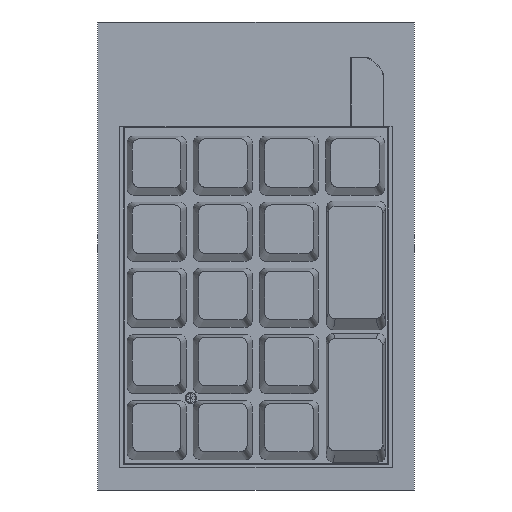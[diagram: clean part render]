
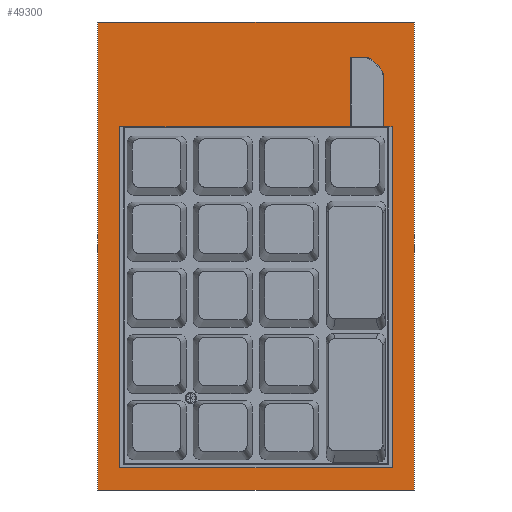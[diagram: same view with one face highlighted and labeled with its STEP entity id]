
A CAD part, top view. The second image highlights one B-rep face of the part: STEP entity #49300.
In plain terms, the highlighted planar face has unit normal (0, 0, 1).
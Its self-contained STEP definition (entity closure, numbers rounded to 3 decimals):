
#1212=FACE_BOUND('',#6906,.T.);
#4025=FACE_OUTER_BOUND('',#6905,.T.);
#6905=EDGE_LOOP('',(#41491,#41492,#41493,#41494));
#6906=EDGE_LOOP('',(#41495,#41496,#41497,#41498,#41499,#41500,#41501,#41502,
#41503,#41504,#41505));
#8765=CIRCLE('',#53478,4.);
#8766=CIRCLE('',#53481,4.);
#12984=LINE('',#80672,#18228);
#12987=LINE('',#80684,#18231);
#12990=LINE('',#80689,#18234);
#12993=LINE('',#80695,#18237);
#12999=LINE('',#80706,#18243);
#13005=LINE('',#80717,#18249);
#13011=LINE('',#80731,#18255);
#13012=LINE('',#80733,#18256);
#13013=LINE('',#80735,#18257);
#13014=LINE('',#80736,#18258);
#13015=LINE('',#80738,#18259);
#13016=LINE('',#80740,#18260);
#13017=LINE('',#80741,#18261);
#18228=VECTOR('',#65189,10.);
#18231=VECTOR('',#65200,10.);
#18234=VECTOR('',#65205,10.);
#18237=VECTOR('',#65210,10.);
#18243=VECTOR('',#65220,10.);
#18249=VECTOR('',#65226,10.);
#18255=VECTOR('',#65236,10.);
#18256=VECTOR('',#65237,10.);
#18257=VECTOR('',#65238,10.);
#18258=VECTOR('',#65239,10.);
#18259=VECTOR('',#65240,10.);
#18260=VECTOR('',#65241,10.);
#18261=VECTOR('',#65242,10.);
#22829=VERTEX_POINT('',#80658);
#22830=VERTEX_POINT('',#80660);
#22834=VERTEX_POINT('',#80670);
#22835=VERTEX_POINT('',#80674);
#22836=VERTEX_POINT('',#80675);
#22839=VERTEX_POINT('',#80683);
#22842=VERTEX_POINT('',#80694);
#22845=VERTEX_POINT('',#80705);
#22850=VERTEX_POINT('',#80715);
#22855=VERTEX_POINT('',#80729);
#22856=VERTEX_POINT('',#80730);
#22857=VERTEX_POINT('',#80732);
#22858=VERTEX_POINT('',#80734);
#22859=VERTEX_POINT('',#80737);
#22860=VERTEX_POINT('',#80739);
#29197=EDGE_CURVE('',#22829,#22830,#8765,.T.);
#29203=EDGE_CURVE('',#22829,#22834,#12984,.T.);
#29204=EDGE_CURVE('',#22835,#22836,#8766,.T.);
#29208=EDGE_CURVE('',#22839,#22836,#12987,.T.);
#29211=EDGE_CURVE('',#22830,#22835,#12990,.T.);
#29214=EDGE_CURVE('',#22842,#22839,#12993,.T.);
#29220=EDGE_CURVE('',#22842,#22845,#12999,.T.);
#29226=EDGE_CURVE('',#22850,#22834,#13005,.T.);
#29232=EDGE_CURVE('',#22855,#22856,#13011,.F.);
#29233=EDGE_CURVE('',#22856,#22857,#13012,.F.);
#29234=EDGE_CURVE('',#22857,#22858,#13013,.F.);
#29235=EDGE_CURVE('',#22858,#22855,#13014,.F.);
#29236=EDGE_CURVE('',#22850,#22859,#13015,.T.);
#29237=EDGE_CURVE('',#22859,#22860,#13016,.T.);
#29238=EDGE_CURVE('',#22860,#22845,#13017,.T.);
#41491=ORIENTED_EDGE('',*,*,#29232,.T.);
#41492=ORIENTED_EDGE('',*,*,#29233,.T.);
#41493=ORIENTED_EDGE('',*,*,#29234,.T.);
#41494=ORIENTED_EDGE('',*,*,#29235,.T.);
#41495=ORIENTED_EDGE('',*,*,#29203,.T.);
#41496=ORIENTED_EDGE('',*,*,#29226,.F.);
#41497=ORIENTED_EDGE('',*,*,#29236,.T.);
#41498=ORIENTED_EDGE('',*,*,#29237,.T.);
#41499=ORIENTED_EDGE('',*,*,#29238,.T.);
#41500=ORIENTED_EDGE('',*,*,#29220,.F.);
#41501=ORIENTED_EDGE('',*,*,#29214,.T.);
#41502=ORIENTED_EDGE('',*,*,#29208,.T.);
#41503=ORIENTED_EDGE('',*,*,#29204,.F.);
#41504=ORIENTED_EDGE('',*,*,#29211,.F.);
#41505=ORIENTED_EDGE('',*,*,#29197,.F.);
#45695=PLANE('',#53489);
#49300=ADVANCED_FACE('',(#4025,#1212),#45695,.T.);
#53478=AXIS2_PLACEMENT_3D('',#80661,#65180,#65181);
#53481=AXIS2_PLACEMENT_3D('',#80676,#65192,#65193);
#53489=AXIS2_PLACEMENT_3D('',#80728,#65234,#65235);
#65180=DIRECTION('center_axis',(0.,0.,1.));
#65181=DIRECTION('ref_axis',(0.924,0.383,0.));
#65189=DIRECTION('',(0.,-1.,0.));
#65192=DIRECTION('center_axis',(0.,0.,1.));
#65193=DIRECTION('ref_axis',(0.383,0.924,0.));
#65200=DIRECTION('',(1.,0.,0.));
#65205=DIRECTION('',(-0.707,0.707,0.));
#65210=DIRECTION('',(0.,1.,0.));
#65220=DIRECTION('',(-1.,0.,0.));
#65226=DIRECTION('',(-1.,0.,0.));
#65234=DIRECTION('center_axis',(0.,0.,1.));
#65235=DIRECTION('ref_axis',(1.,0.,0.));
#65236=DIRECTION('',(0.,-1.,0.));
#65237=DIRECTION('',(1.,0.,0.));
#65238=DIRECTION('',(0.,1.,0.));
#65239=DIRECTION('',(-1.,0.,0.));
#65240=DIRECTION('',(0.,-1.,0.));
#65241=DIRECTION('',(-1.,0.,0.));
#65242=DIRECTION('',(0.,1.,0.));
#80658=CARTESIAN_POINT('',(97.165,-28.957,13.6));
#80660=CARTESIAN_POINT('',(95.994,-26.128,13.6));
#80661=CARTESIAN_POINT('Origin',(93.165,-28.957,13.6));
#80670=CARTESIAN_POINT('',(97.165,-43.3,13.6));
#80672=CARTESIAN_POINT('',(97.165,-51.941,13.6));
#80674=CARTESIAN_POINT('',(94.337,-24.472,13.6));
#80675=CARTESIAN_POINT('',(91.508,-23.3,13.6));
#80676=CARTESIAN_POINT('Origin',(91.508,-27.3,13.6));
#80683=CARTESIAN_POINT('',(87.735,-23.3,13.6));
#80684=CARTESIAN_POINT('',(74.093,-23.3,13.6));
#80689=CARTESIAN_POINT('',(100.307,-30.442,13.6));
#80694=CARTESIAN_POINT('',(87.735,-43.3,13.6));
#80695=CARTESIAN_POINT('',(87.735,-61.941,13.6));
#80705=CARTESIAN_POINT('',(21.225,-43.3,13.6));
#80706=CARTESIAN_POINT('',(99.7,-43.3,13.6));
#80715=CARTESIAN_POINT('',(99.679,-43.3,13.6));
#80717=CARTESIAN_POINT('',(99.7,-43.3,13.6));
#80728=CARTESIAN_POINT('Origin',(60.452,-80.582,13.6));
#80729=CARTESIAN_POINT('',(106.077,-147.987,13.6));
#80730=CARTESIAN_POINT('',(106.077,-13.176,13.6));
#80731=CARTESIAN_POINT('',(106.077,-113.085,13.6));
#80732=CARTESIAN_POINT('',(14.827,-13.176,13.6));
#80733=CARTESIAN_POINT('',(82.066,-13.176,13.6));
#80734=CARTESIAN_POINT('',(14.827,-147.987,13.6));
#80735=CARTESIAN_POINT('',(14.827,-48.078,13.6));
#80736=CARTESIAN_POINT('',(38.839,-147.987,13.6));
#80737=CARTESIAN_POINT('',(99.679,-141.589,13.6));
#80738=CARTESIAN_POINT('',(99.679,-141.589,13.6));
#80739=CARTESIAN_POINT('',(21.225,-141.589,13.6));
#80740=CARTESIAN_POINT('',(21.225,-141.589,13.6));
#80741=CARTESIAN_POINT('',(21.225,-19.574,13.6));
